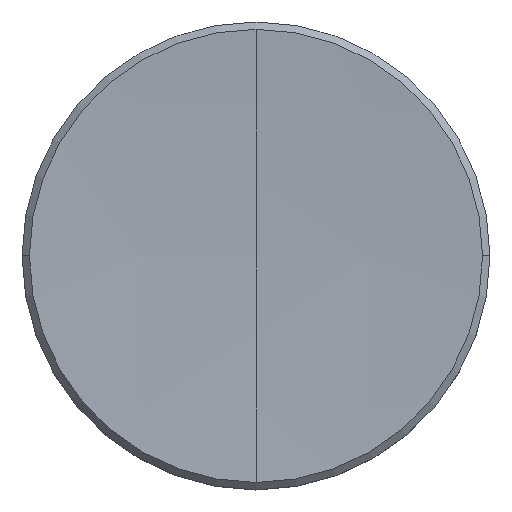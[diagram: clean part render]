
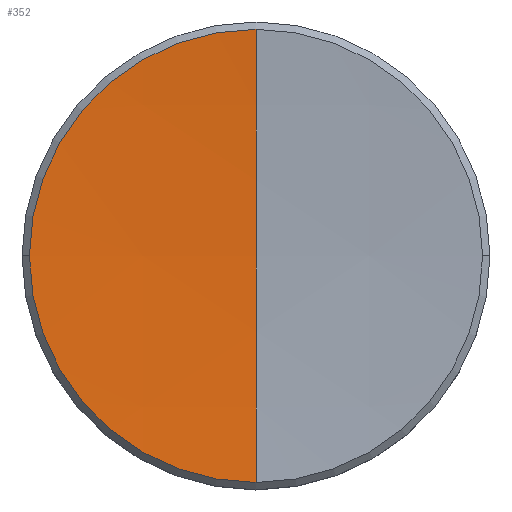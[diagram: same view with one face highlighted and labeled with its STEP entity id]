
A CAD part, top view. The second image highlights one B-rep face of the part: STEP entity #352.
In plain terms, the highlighted spherical face has radius 100 mm.
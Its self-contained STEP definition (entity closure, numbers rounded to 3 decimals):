
#189 = EDGE_CURVE ( 'NONE', #304, #260, #2278, .T. ) ;
#225 = EDGE_CURVE ( 'NONE', #229, #226, #2629, .T. ) ;
#226 = VERTEX_POINT ( 'NONE', #2475 ) ;
#228 = ORIENTED_EDGE ( 'NONE', *, *, #257, .T. ) ;
#229 = VERTEX_POINT ( 'NONE', #2588 ) ;
#230 = ORIENTED_EDGE ( 'NONE', *, *, #189, .T. ) ;
#257 = EDGE_CURVE ( 'NONE', #260, #229, #2785, .T. ) ;
#258 = EDGE_LOOP ( 'NONE', ( #230, #228, #351, #332 ) ) ;
#260 = VERTEX_POINT ( 'NONE', #2676 ) ;
#304 = VERTEX_POINT ( 'NONE', #2842 ) ;
#332 = ORIENTED_EDGE ( 'NONE', *, *, #333, .F. ) ;
#333 = EDGE_CURVE ( 'NONE', #304, #226, #3125, .T. ) ;
#351 = ORIENTED_EDGE ( 'NONE', *, *, #225, .T. ) ;
#352 = ADVANCED_FACE ( 'NONE', ( #3098 ), #3132, .F. ) ;
#2278 = CIRCLE ( 'NONE', #2290, 6.15 ) ;
#2287 = DIRECTION ( 'NONE',  ( 1., 0., 0. ) ) ;
#2288 = DIRECTION ( 'NONE',  ( 0., 0., 1. ) ) ;
#2289 = CARTESIAN_POINT ( 'NONE',  ( 0., 0., 1.689 ) ) ;
#2290 = AXIS2_PLACEMENT_3D ( 'NONE', #2289, #2288, #2287 ) ;
#2475 = CARTESIAN_POINT ( 'NONE',  ( 0., 0., 1.5 ) ) ;
#2476 = CARTESIAN_POINT ( 'NONE',  ( 0., 0., 101.5 ) ) ;
#2552 = AXIS2_PLACEMENT_3D ( 'NONE', #2476, #2586, #2585 ) ;
#2585 = DIRECTION ( 'NONE',  ( 0., 1., 0. ) ) ;
#2586 = DIRECTION ( 'NONE',  ( 1., 0., 0. ) ) ;
#2588 = CARTESIAN_POINT ( 'NONE',  ( 0., -6.15, 1.689 ) ) ;
#2629 = CIRCLE ( 'NONE', #2552, 100. ) ;
#2671 = DIRECTION ( 'NONE',  ( 0., 0., 1. ) ) ;
#2676 = CARTESIAN_POINT ( 'NONE',  ( -6.15, 0., 1.689 ) ) ;
#2677 = AXIS2_PLACEMENT_3D ( 'NONE', #2787, #2671, #2789 ) ;
#2785 = CIRCLE ( 'NONE', #2677, 6.15 ) ;
#2787 = CARTESIAN_POINT ( 'NONE',  ( 0., 0., 1.689 ) ) ;
#2789 = DIRECTION ( 'NONE',  ( 1., 0., 0. ) ) ;
#2842 = CARTESIAN_POINT ( 'NONE',  ( 0., 6.15, 1.689 ) ) ;
#3013 = DIRECTION ( 'NONE',  ( 0., 0., 1. ) ) ;
#3014 = DIRECTION ( 'NONE',  ( -1., 0., 0. ) ) ;
#3015 = CARTESIAN_POINT ( 'NONE',  ( 0., 0., 101.5 ) ) ;
#3081 = CARTESIAN_POINT ( 'NONE',  ( 0., 0., 101.5 ) ) ;
#3093 = AXIS2_PLACEMENT_3D ( 'NONE', #3081, #3159, #3157 ) ;
#3098 = FACE_OUTER_BOUND ( 'NONE', #258, .T. ) ;
#3113 = AXIS2_PLACEMENT_3D ( 'NONE', #3015, #3014, #3013 ) ;
#3125 = CIRCLE ( 'NONE', #3113, 100. ) ;
#3132 = SPHERICAL_SURFACE ( 'NONE', #3093, 100. ) ;
#3157 = DIRECTION ( 'NONE',  ( 0., 1., 0. ) ) ;
#3159 = DIRECTION ( 'NONE',  ( 1., 0., 0. ) ) ;
